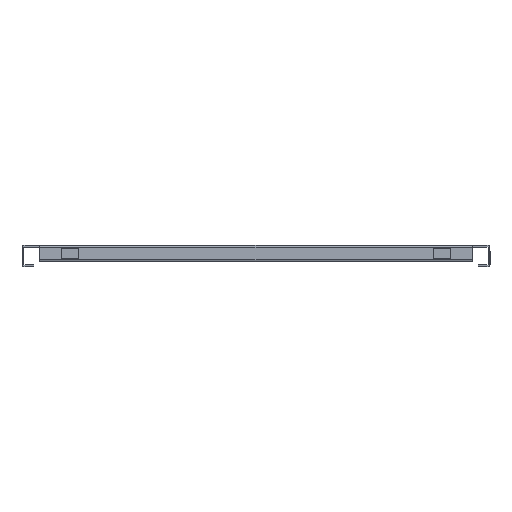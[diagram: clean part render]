
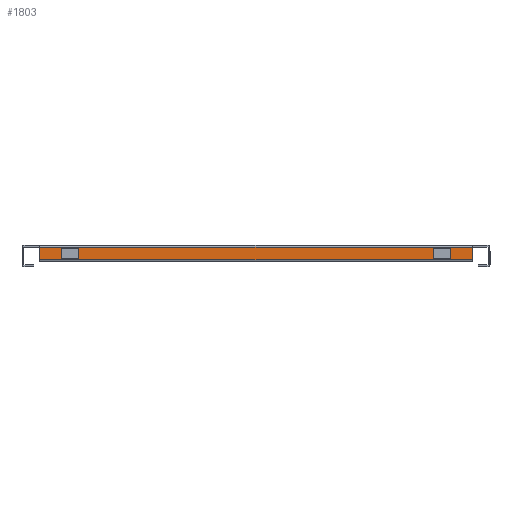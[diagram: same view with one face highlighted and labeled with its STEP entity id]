
A CAD part, left-side view. The second image highlights one B-rep face of the part: STEP entity #1803.
In plain terms, the highlighted planar face has unit normal (-1, 0, 0).
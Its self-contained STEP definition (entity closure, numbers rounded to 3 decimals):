
#307 = EDGE_CURVE ( 'NONE', #3398, #3452, #3305, .T. ) ;
#309 = EDGE_CURVE ( 'NONE', #3407, #3406, #3315, .T. ) ;
#312 = EDGE_CURVE ( 'NONE', #3460, #3448, #3290, .T. ) ;
#315 = EDGE_CURVE ( 'NONE', #3417, #3423, #3295, .T. ) ;
#316 = EDGE_CURVE ( 'NONE', #3448, #3415, #3275, .T. ) ;
#317 = EDGE_CURVE ( 'NONE', #3452, #3459, #3292, .T. ) ;
#318 = EDGE_CURVE ( 'NONE', #3459, #3446, #3285, .T. ) ;
#319 = EDGE_CURVE ( 'NONE', #3446, #3398, #3276, .T. ) ;
#320 = EDGE_CURVE ( 'NONE', #3415, #3409, #3272, .T. ) ;
#321 = EDGE_CURVE ( 'NONE', #3409, #3460, #3268, .T. ) ;
#323 = EDGE_CURVE ( 'NONE', #3406, #3417, #3263, .T. ) ;
#325 = EDGE_CURVE ( 'NONE', #3407, #3423, #3260, .T. ) ;
#379 = FACE_OUTER_BOUND ( 'NONE', #467, .T. ) ;
#381 = FACE_BOUND ( 'NONE', #524, .T. ) ;
#386 = FACE_BOUND ( 'NONE', #713, .T. ) ;
#467 = EDGE_LOOP ( 'NONE', ( #920, #915, #916, #855 ) ) ;
#524 = EDGE_LOOP ( 'NONE', ( #820, #922, #921, #830 ) ) ;
#713 = EDGE_LOOP ( 'NONE', ( #824, #827, #828, #876 ) ) ;
#820 = ORIENTED_EDGE ( 'NONE', *, *, #316, .F. ) ;
#824 = ORIENTED_EDGE ( 'NONE', *, *, #318, .F. ) ;
#827 = ORIENTED_EDGE ( 'NONE', *, *, #317, .F. ) ;
#828 = ORIENTED_EDGE ( 'NONE', *, *, #307, .F. ) ;
#830 = ORIENTED_EDGE ( 'NONE', *, *, #320, .F. ) ;
#855 = ORIENTED_EDGE ( 'NONE', *, *, #309, .T. ) ;
#876 = ORIENTED_EDGE ( 'NONE', *, *, #319, .F. ) ;
#915 = ORIENTED_EDGE ( 'NONE', *, *, #315, .T. ) ;
#916 = ORIENTED_EDGE ( 'NONE', *, *, #325, .F. ) ;
#920 = ORIENTED_EDGE ( 'NONE', *, *, #323, .T. ) ;
#921 = ORIENTED_EDGE ( 'NONE', *, *, #321, .F. ) ;
#922 = ORIENTED_EDGE ( 'NONE', *, *, #312, .F. ) ;
#1406 = AXIS2_PLACEMENT_3D ( 'NONE', #2291, #2289, #2330 ) ;
#1803 = ADVANCED_FACE ( 'NONE', ( #386, #381, #379 ), #2419, .F. ) ;
#1983 = CARTESIAN_POINT ( 'NONE',  ( -842.51, 227.5, -1.5 ) ) ;
#1988 = CARTESIAN_POINT ( 'NONE',  ( -842.51, 249.5, -14.5 ) ) ;
#1989 = CARTESIAN_POINT ( 'NONE',  ( -842.51, -249.5, -1.5 ) ) ;
#2025 = CARTESIAN_POINT ( 'NONE',  ( -842.51, 249.5, -1.5 ) ) ;
#2188 = CARTESIAN_POINT ( 'NONE',  ( -842.51, -249.5, -14.5 ) ) ;
#2196 = CARTESIAN_POINT ( 'NONE',  ( -842.51, 277., -0.01 ) ) ;
#2197 = CARTESIAN_POINT ( 'NONE',  ( -842.51, 277., -15.99 ) ) ;
#2198 = CARTESIAN_POINT ( 'NONE',  ( -842.51, -227.5, -14.5 ) ) ;
#2204 = CARTESIAN_POINT ( 'NONE',  ( -842.51, -227.5, -1.5 ) ) ;
#2217 = CARTESIAN_POINT ( 'NONE',  ( -842.51, -277., -0.01 ) ) ;
#2282 = CARTESIAN_POINT ( 'NONE',  ( -842.51, 227.5, -14.5 ) ) ;
#2286 = CARTESIAN_POINT ( 'NONE',  ( -842.51, -277., -15.99 ) ) ;
#2289 = DIRECTION ( 'NONE',  ( 1., 0., 0. ) ) ;
#2291 = CARTESIAN_POINT ( 'NONE',  ( -842.51, 277., 0. ) ) ;
#2330 = DIRECTION ( 'NONE',  ( 0., 0., -1. ) ) ;
#2419 = PLANE ( 'NONE',  #1406 ) ;
#2840 = CARTESIAN_POINT ( 'NONE',  ( -842.51, 277., -0.01 ) ) ;
#2849 = CARTESIAN_POINT ( 'NONE',  ( -842.51, 277., -15.99 ) ) ;
#2854 = DIRECTION ( 'NONE',  ( 0., -1., 0. ) ) ;
#2861 = DIRECTION ( 'NONE',  ( 0., 0., -1. ) ) ;
#2870 = CARTESIAN_POINT ( 'NONE',  ( -842.51, -227.5, -14.5 ) ) ;
#2874 = DIRECTION ( 'NONE',  ( 0., -1., 0. ) ) ;
#2877 = CARTESIAN_POINT ( 'NONE',  ( -842.51, -227.5, -14.5 ) ) ;
#2881 = DIRECTION ( 'NONE',  ( 0., 0., -1. ) ) ;
#2885 = CARTESIAN_POINT ( 'NONE',  ( -842.51, 227.5, -14.5 ) ) ;
#2888 = DIRECTION ( 'NONE',  ( 0., 1., 0. ) ) ;
#2894 = CARTESIAN_POINT ( 'NONE',  ( -842.51, 249.5, -14.5 ) ) ;
#2895 = DIRECTION ( 'NONE',  ( 0., 1., 0. ) ) ;
#2911 = CARTESIAN_POINT ( 'NONE',  ( -842.51, -227.5, -1.5 ) ) ;
#2915 = DIRECTION ( 'NONE',  ( 0., 0., 1. ) ) ;
#2922 = CARTESIAN_POINT ( 'NONE',  ( -842.51, 227.5, -1.5 ) ) ;
#2941 = CARTESIAN_POINT ( 'NONE',  ( -842.51, -277., 0. ) ) ;
#2946 = DIRECTION ( 'NONE',  ( 0., 0., 1. ) ) ;
#2950 = CARTESIAN_POINT ( 'NONE',  ( -842.51, -249.5, -14.5 ) ) ;
#2969 = DIRECTION ( 'NONE',  ( 0., 0., -1. ) ) ;
#2987 = CARTESIAN_POINT ( 'NONE',  ( -842.51, 277., -16. ) ) ;
#2993 = DIRECTION ( 'NONE',  ( 0., 0., 1. ) ) ;
#2994 = CARTESIAN_POINT ( 'NONE',  ( -842.51, 227.5, -14.5 ) ) ;
#3026 = DIRECTION ( 'NONE',  ( 0., -1., 0. ) ) ;
#3030 = DIRECTION ( 'NONE',  ( 0., -1., 0. ) ) ;
#3252 = VECTOR ( 'NONE', #3026, 1000. ) ;
#3257 = VECTOR ( 'NONE', #3030, 1000. ) ;
#3260 = LINE ( 'NONE', #2840, #3252 ) ;
#3261 = VECTOR ( 'NONE', #2854, 1000. ) ;
#3263 = LINE ( 'NONE', #2849, #3257 ) ;
#3264 = VECTOR ( 'NONE', #2861, 1000. ) ;
#3266 = VECTOR ( 'NONE', #2874, 1000. ) ;
#3268 = LINE ( 'NONE', #2870, #3261 ) ;
#3270 = VECTOR ( 'NONE', #2881, 1000. ) ;
#3272 = LINE ( 'NONE', #2877, #3264 ) ;
#3273 = VECTOR ( 'NONE', #2888, 1000. ) ;
#3274 = VECTOR ( 'NONE', #2895, 1000. ) ;
#3275 = LINE ( 'NONE', #2911, #3274 ) ;
#3276 = LINE ( 'NONE', #2885, #3266 ) ;
#3280 = VECTOR ( 'NONE', #2915, 1000. ) ;
#3285 = LINE ( 'NONE', #2894, #3270 ) ;
#3288 = VECTOR ( 'NONE', #2946, 1000. ) ;
#3290 = LINE ( 'NONE', #2950, #3288 ) ;
#3292 = LINE ( 'NONE', #2922, #3273 ) ;
#3295 = LINE ( 'NONE', #2941, #3280 ) ;
#3300 = VECTOR ( 'NONE', #2969, 1000. ) ;
#3303 = VECTOR ( 'NONE', #2993, 1000. ) ;
#3305 = LINE ( 'NONE', #2994, #3303 ) ;
#3315 = LINE ( 'NONE', #2987, #3300 ) ;
#3398 = VERTEX_POINT ( 'NONE', #2282 ) ;
#3406 = VERTEX_POINT ( 'NONE', #2197 ) ;
#3407 = VERTEX_POINT ( 'NONE', #2196 ) ;
#3409 = VERTEX_POINT ( 'NONE', #2198 ) ;
#3415 = VERTEX_POINT ( 'NONE', #2204 ) ;
#3417 = VERTEX_POINT ( 'NONE', #2286 ) ;
#3423 = VERTEX_POINT ( 'NONE', #2217 ) ;
#3446 = VERTEX_POINT ( 'NONE', #1988 ) ;
#3448 = VERTEX_POINT ( 'NONE', #1989 ) ;
#3452 = VERTEX_POINT ( 'NONE', #1983 ) ;
#3459 = VERTEX_POINT ( 'NONE', #2025 ) ;
#3460 = VERTEX_POINT ( 'NONE', #2188 ) ;
